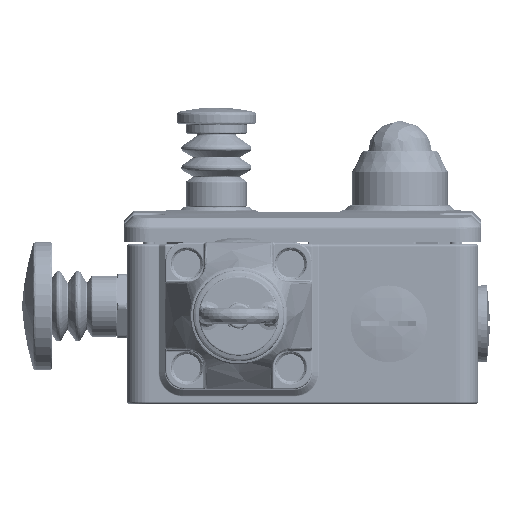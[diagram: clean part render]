
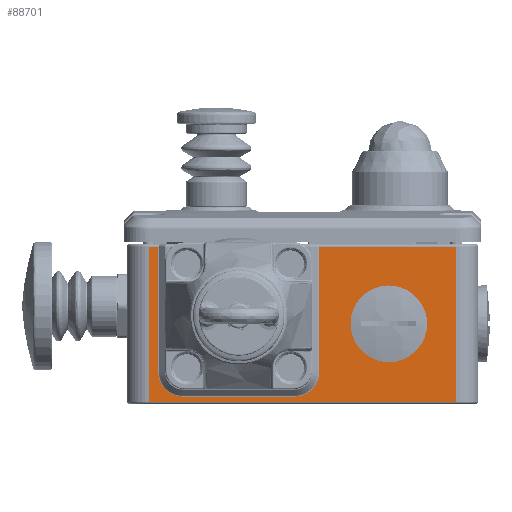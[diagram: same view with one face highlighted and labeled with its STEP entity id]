
A CAD part, left-side view. The second image highlights one B-rep face of the part: STEP entity #88701.
In plain terms, the highlighted planar face has unit normal (-1, 0, 0).
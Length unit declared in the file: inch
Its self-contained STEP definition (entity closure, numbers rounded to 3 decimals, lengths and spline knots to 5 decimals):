
#1316 = CARTESIAN_POINT ( 'NONE',  ( 0., 0.02756, -4.05512 ) ) ;
#1620 = VERTEX_POINT ( 'NONE', #123634 ) ;
#9732 = EDGE_LOOP ( 'NONE', ( #119238, #100051 ) ) ;
#10091 = CARTESIAN_POINT ( 'NONE',  ( 0., 1.94094, -0.27559 ) ) ;
#10403 = LINE ( 'NONE', #105657, #171413 ) ;
#11860 = CARTESIAN_POINT ( 'NONE',  ( 0., 0.98425, -1.14173 ) ) ;
#13447 = CARTESIAN_POINT ( 'NONE',  ( 0., 1.94094, -4.05512 ) ) ;
#14469 = VECTOR ( 'NONE', #99825, 39.37008 ) ;
#17223 = AXIS2_PLACEMENT_3D ( 'NONE', #18421, #127882, #60220 ) ;
#17344 = CARTESIAN_POINT ( 'NONE',  ( 0., 1.41732, -1.14173 ) ) ;
#17938 = VERTEX_POINT ( 'NONE', #154333 ) ;
#18421 = CARTESIAN_POINT ( 'NONE',  ( 0., 0.98425, -1.14173 ) ) ;
#19450 = CIRCLE ( 'NONE', #118929, 0.43307 ) ;
#19858 = VERTEX_POINT ( 'NONE', #38825 ) ;
#20718 = CARTESIAN_POINT ( 'NONE',  ( 0., 0.3937, -1.96035 ) ) ;
#22709 = VERTEX_POINT ( 'NONE', #116728 ) ;
#22836 = VERTEX_POINT ( 'NONE', #150444 ) ;
#34377 = EDGE_CURVE ( 'NONE', #19858, #81164, #170574, .T. ) ;
#35484 = LINE ( 'NONE', #104006, #42074 ) ;
#36322 = DIRECTION ( 'NONE',  ( 0., 0., 1. ) ) ;
#37334 = LINE ( 'NONE', #119224, #163021 ) ;
#38825 = CARTESIAN_POINT ( 'NONE',  ( 0., 0.02756, -0.27559 ) ) ;
#39039 = LINE ( 'NONE', #173430, #119795 ) ;
#41457 = EDGE_LOOP ( 'NONE', ( #53221, #148992, #75574, #133086, #168060, #123876, #51357, #54336, #168875, #138585 ) ) ;
#42074 = VECTOR ( 'NONE', #48860, 39.37008 ) ;
#43756 = DIRECTION ( 'NONE',  ( 1., 0., 0. ) ) ;
#44629 = DIRECTION ( 'NONE',  ( 0., 0., 1. ) ) ;
#48486 = VERTEX_POINT ( 'NONE', #13447 ) ;
#48860 = DIRECTION ( 'NONE',  ( 0., 0., 1. ) ) ;
#51357 = ORIENTED_EDGE ( 'NONE', *, *, #161878, .F. ) ;
#53221 = ORIENTED_EDGE ( 'NONE', *, *, #161050, .F. ) ;
#54336 = ORIENTED_EDGE ( 'NONE', *, *, #123428, .F. ) ;
#54569 = DIRECTION ( 'NONE',  ( 0., -1., 0. ) ) ;
#57123 = CARTESIAN_POINT ( 'NONE',  ( 0., 0., -0.27559 ) ) ;
#57787 = CARTESIAN_POINT ( 'NONE',  ( 0., 1.94094, -1.96035 ) ) ;
#57966 = FACE_OUTER_BOUND ( 'NONE', #41457, .T. ) ;
#59729 = CARTESIAN_POINT ( 'NONE',  ( 0., 0.09027, -2.26378 ) ) ;
#60220 = DIRECTION ( 'NONE',  ( 0., -1., 0. ) ) ;
#70920 = LINE ( 'NONE', #151972, #80826 ) ;
#71166 = CIRCLE ( 'NONE', #17223, 0.43307 ) ;
#75521 = CARTESIAN_POINT ( 'NONE',  ( 0., 0., -4.05512 ) ) ;
#75574 = ORIENTED_EDGE ( 'NONE', *, *, #89737, .F. ) ;
#77701 = VERTEX_POINT ( 'NONE', #20718 ) ;
#78265 = EDGE_CURVE ( 'NONE', #22709, #22836, #10403, .T. ) ;
#80826 = VECTOR ( 'NONE', #138634, 39.37008 ) ;
#81164 = VERTEX_POINT ( 'NONE', #1316 ) ;
#85781 = DIRECTION ( 'NONE',  ( -1., 0., 0. ) ) ;
#87133 = EDGE_CURVE ( 'NONE', #17938, #97186, #19450, .T. ) ;
#88701 = ADVANCED_FACE ( 'NONE', ( #100667, #57966 ), #125640, .F. ) ;
#89737 = EDGE_CURVE ( 'NONE', #130254, #19858, #140786, .T. ) ;
#92437 = DIRECTION ( 'NONE',  ( 0., 0., 1. ) ) ;
#92495 = DIRECTION ( 'NONE',  ( 0., 0., 1. ) ) ;
#93288 = VERTEX_POINT ( 'NONE', #59729 ) ;
#95651 = EDGE_CURVE ( 'NONE', #93288, #77701, #151771, .T. ) ;
#97186 = VERTEX_POINT ( 'NONE', #17344 ) ;
#99825 = DIRECTION ( 'NONE',  ( 0., -1., 0. ) ) ;
#100051 = ORIENTED_EDGE ( 'NONE', *, *, #87133, .F. ) ;
#100667 = FACE_BOUND ( 'NONE', #9732, .T. ) ;
#104006 = CARTESIAN_POINT ( 'NONE',  ( 0., 1.94094, 0. ) ) ;
#104128 = EDGE_CURVE ( 'NONE', #140267, #130254, #35484, .T. ) ;
#105657 = CARTESIAN_POINT ( 'NONE',  ( 0., 0., -3.94516 ) ) ;
#107586 = VECTOR ( 'NONE', #117189, 39.37008 ) ;
#108865 = DIRECTION ( 'NONE',  ( -1., 0., 0. ) ) ;
#110775 = AXIS2_PLACEMENT_3D ( 'NONE', #165688, #43756, #44629 ) ;
#115604 = DIRECTION ( 'NONE',  ( -1., 0., 0. ) ) ;
#116728 = CARTESIAN_POINT ( 'NONE',  ( 0., 1.94094, -3.94516 ) ) ;
#117189 = DIRECTION ( 'NONE',  ( 0., 0., -1. ) ) ;
#117395 = LINE ( 'NONE', #75521, #162221 ) ;
#118151 = DIRECTION ( 'NONE',  ( 0., -1., 0. ) ) ;
#118929 = AXIS2_PLACEMENT_3D ( 'NONE', #11860, #108865, #54569 ) ;
#119224 = CARTESIAN_POINT ( 'NONE',  ( 0., 1.94094, 0. ) ) ;
#119238 = ORIENTED_EDGE ( 'NONE', *, *, #143179, .F. ) ;
#119795 = VECTOR ( 'NONE', #92437, 39.37008 ) ;
#123428 = EDGE_CURVE ( 'NONE', #22836, #1620, #131377, .T. ) ;
#123634 = CARTESIAN_POINT ( 'NONE',  ( 0., 0.09027, -3.64173 ) ) ;
#123876 = ORIENTED_EDGE ( 'NONE', *, *, #95651, .F. ) ;
#125640 = PLANE ( 'NONE',  #110775 ) ;
#127882 = DIRECTION ( 'NONE',  ( -1., 0., 0. ) ) ;
#130254 = VERTEX_POINT ( 'NONE', #10091 ) ;
#130525 = CARTESIAN_POINT ( 'NONE',  ( 0., 0.02756, -4.33071 ) ) ;
#131377 = CIRCLE ( 'NONE', #142692, 0.30343 ) ;
#132644 = EDGE_CURVE ( 'NONE', #48486, #22709, #37334, .T. ) ;
#133086 = ORIENTED_EDGE ( 'NONE', *, *, #104128, .F. ) ;
#134746 = AXIS2_PLACEMENT_3D ( 'NONE', #145783, #115604, #36322 ) ;
#138585 = ORIENTED_EDGE ( 'NONE', *, *, #132644, .F. ) ;
#138634 = DIRECTION ( 'NONE',  ( 0., 1., 0. ) ) ;
#140267 = VERTEX_POINT ( 'NONE', #57787 ) ;
#140786 = LINE ( 'NONE', #57123, #14469 ) ;
#142692 = AXIS2_PLACEMENT_3D ( 'NONE', #166795, #85781, #165914 ) ;
#143179 = EDGE_CURVE ( 'NONE', #97186, #17938, #71166, .T. ) ;
#144069 = DIRECTION ( 'NONE',  ( 0., 1., 0. ) ) ;
#145783 = CARTESIAN_POINT ( 'NONE',  ( 0., 0.3937, -2.26378 ) ) ;
#148992 = ORIENTED_EDGE ( 'NONE', *, *, #34377, .F. ) ;
#150407 = EDGE_CURVE ( 'NONE', #77701, #140267, #70920, .T. ) ;
#150444 = CARTESIAN_POINT ( 'NONE',  ( 0., 0.3937, -3.94516 ) ) ;
#151771 = CIRCLE ( 'NONE', #134746, 0.30343 ) ;
#151972 = CARTESIAN_POINT ( 'NONE',  ( 0., 0., -1.96035 ) ) ;
#154333 = CARTESIAN_POINT ( 'NONE',  ( 0., 0.55118, -1.14173 ) ) ;
#161050 = EDGE_CURVE ( 'NONE', #81164, #48486, #117395, .T. ) ;
#161878 = EDGE_CURVE ( 'NONE', #1620, #93288, #39039, .T. ) ;
#162221 = VECTOR ( 'NONE', #144069, 39.37008 ) ;
#163021 = VECTOR ( 'NONE', #92495, 39.37008 ) ;
#165688 = CARTESIAN_POINT ( 'NONE',  ( 0., 0., 0. ) ) ;
#165914 = DIRECTION ( 'NONE',  ( 0., 1., 0. ) ) ;
#166795 = CARTESIAN_POINT ( 'NONE',  ( 0., 0.3937, -3.64173 ) ) ;
#168060 = ORIENTED_EDGE ( 'NONE', *, *, #150407, .F. ) ;
#168875 = ORIENTED_EDGE ( 'NONE', *, *, #78265, .F. ) ;
#170574 = LINE ( 'NONE', #130525, #107586 ) ;
#171413 = VECTOR ( 'NONE', #118151, 39.37008 ) ;
#173430 = CARTESIAN_POINT ( 'NONE',  ( 0., 0.09027, 0. ) ) ;
